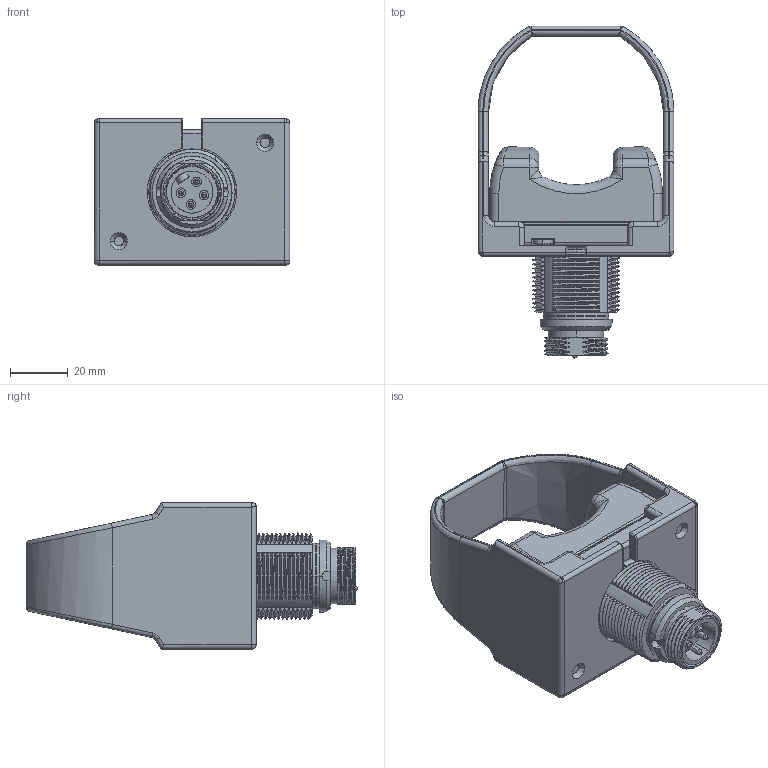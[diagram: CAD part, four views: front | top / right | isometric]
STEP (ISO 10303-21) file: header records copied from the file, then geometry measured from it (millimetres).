
FILE_DESCRIPTION((''),'2;1');
FILE_NAME('214524_ASM','2020-08-11T12:50:30',('PDMAdmin'),('BANNER ENGINEERING'),'CREO PARAMETRIC BY PTC INC, 2019292','CREO PARAMETRIC BY PTC INC, 2019292','');
FILE_SCHEMA(('CONFIG_CONTROL_DESIGN'));
Products named in the file (2): 214524_SW01; 214524_ASM
Assembly tree (1 placements, depth 2):
  214524_ASM
    214524_SW01
Bounding box: 68.03 x 115.31 x 51.04 mm (x, y, z)
Volume: 124785.8 mm3; surface area: 37667.6 mm2
Topology: 1 solids, 1 shells, 1020 faces, 2768 edges, 1765 vertices
Faces by surface type: cylinder 390, bspline 280, plane 259, cone 47, torus 26, sphere 16, extrusion 2
Entity records: 51435 total; most frequent: CARTESIAN_POINT 27704, ORIENTED_EDGE 5520, DIRECTION 4096, EDGE_CURVE 2760, VERTEX_POINT 1765, AXIS2_PLACEMENT_3D 1433, VECTOR 1230, LINE 1228
